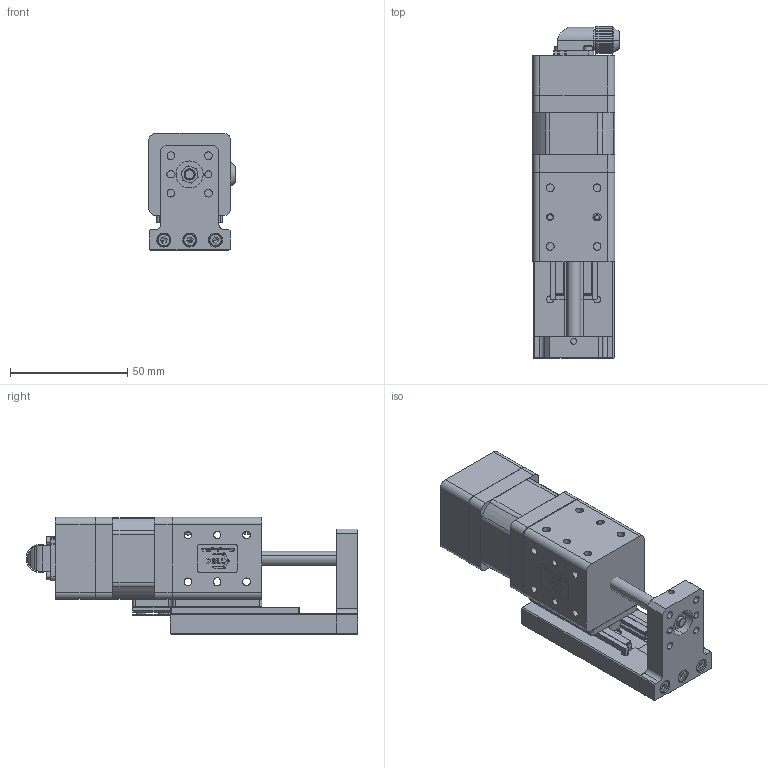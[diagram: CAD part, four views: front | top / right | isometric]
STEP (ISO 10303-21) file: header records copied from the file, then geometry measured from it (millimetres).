
FILE_DESCRIPTION (( 'STEP AP203' ), '1' );
FILE_NAME ('CTMS-35-N（打开） 2022年12月更新.STEP', '2022-12-09T07:52:04', ( '' ), ( '' ), 'SwSTEP 2.0', 'SolidWorks 2016', '' );
FILE_SCHEMA (( 'CONFIG_CONTROL_DESIGN' ));
Length unit declared in the file: millimetre
Products named in the file (1): CTMS-35-N（打开） 2022年12月更新
Bounding box: 37 x 141.54 x 50 mm (x, y, z)
Surface area: 36042.4 mm2 (no closed solid volume)
Topology: 0 solids, 58 shells, 660 faces, 2888 edges, 2224 vertices
Faces by surface type: plane 357, cylinder 208, bspline 63, cone 28, torus 4
Entity records: 32119 total; most frequent: CARTESIAN_POINT 9800, DIRECTION 4263, ORIENTED_EDGE 4126, EDGE_CURVE 2868, VERTEX_POINT 2224, VECTOR 1629, LINE 1629, AXIS2_PLACEMENT_3D 1317
